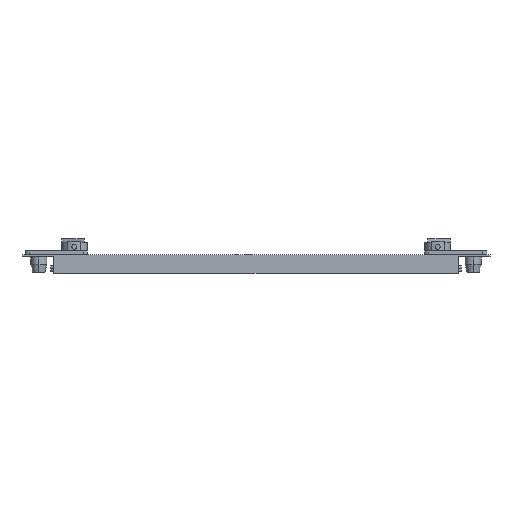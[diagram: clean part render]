
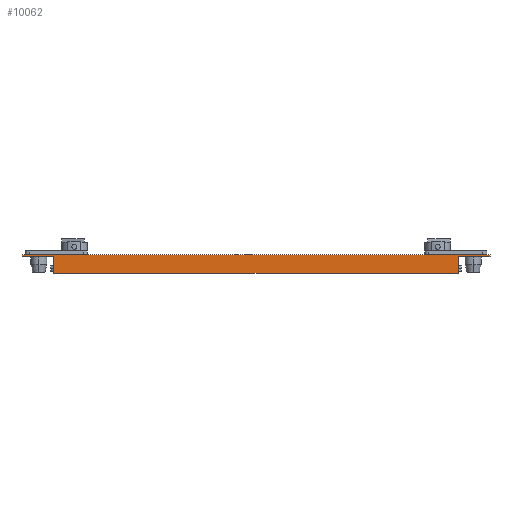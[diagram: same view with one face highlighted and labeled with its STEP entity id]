
A CAD part, front view. The second image highlights one B-rep face of the part: STEP entity #10062.
In plain terms, the highlighted face is planar.
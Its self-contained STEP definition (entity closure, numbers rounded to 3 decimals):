
#8847=DIRECTION('',(0.,0.,1.));
#8848=VECTOR('',#8847,1.);
#8849=CARTESIAN_POINT('',(-125.,25.,0.));
#8850=LINE('',#8849,#8848);
#9147=DIRECTION('',(1.,0.,0.));
#9148=VECTOR('',#9147,17.);
#9149=CARTESIAN_POINT('',(-125.,25.,0.));
#9150=LINE('',#9149,#9148);
#9154=DIRECTION('',(0.,0.,1.));
#9155=VECTOR('',#9154,9.);
#9156=CARTESIAN_POINT('',(108.,25.,-9.));
#9157=LINE('',#9156,#9155);
#9161=DIRECTION('',(1.,0.,0.));
#9162=VECTOR('',#9161,17.);
#9163=CARTESIAN_POINT('',(108.,25.,0.));
#9164=LINE('',#9163,#9162);
#9168=DIRECTION('',(0.,0.,1.));
#9169=VECTOR('',#9168,1.);
#9170=CARTESIAN_POINT('',(125.,25.,0.));
#9171=LINE('',#9170,#9169);
#9175=DIRECTION('',(-1.,0.,0.));
#9176=VECTOR('',#9175,250.);
#9177=CARTESIAN_POINT('',(125.,25.,1.));
#9178=LINE('',#9177,#9176);
#9182=DIRECTION('',(0.,0.,1.));
#9183=VECTOR('',#9182,9.);
#9184=CARTESIAN_POINT('',(-108.,25.,-9.));
#9185=LINE('',#9184,#9183);
#9224=DIRECTION('',(-1.,0.,0.));
#9225=VECTOR('',#9224,216.);
#9226=CARTESIAN_POINT('',(108.,25.,-9.));
#9227=LINE('',#9226,#9225);
#9497=CARTESIAN_POINT('',(-125.,25.,0.));
#9499=VERTEX_POINT('',#9497);
#9511=CARTESIAN_POINT('',(125.,25.,0.));
#9512=VERTEX_POINT('',#9511);
#9513=CARTESIAN_POINT('',(108.,25.,0.));
#9514=VERTEX_POINT('',#9513);
#9519=CARTESIAN_POINT('',(-108.,25.,0.));
#9520=VERTEX_POINT('',#9519);
#9597=CARTESIAN_POINT('',(125.,25.,1.));
#9599=VERTEX_POINT('',#9597);
#9603=CARTESIAN_POINT('',(-125.,25.,1.));
#9604=VERTEX_POINT('',#9603);
#9665=CARTESIAN_POINT('',(-108.,25.,-9.));
#9666=VERTEX_POINT('',#9665);
#9667=CARTESIAN_POINT('',(108.,25.,-9.));
#9668=VERTEX_POINT('',#9667);
#10044=CARTESIAN_POINT('',(125.,25.,0.));
#10045=DIRECTION('',(0.,1.,0.));
#10046=DIRECTION('',(-1.,0.,0.));
#10047=AXIS2_PLACEMENT_3D('',#10044,#10045,#10046);
#10048=PLANE('',#10047);
#10049=ORIENTED_EDGE('',*,*,#9700,.T.);
#10051=ORIENTED_EDGE('',*,*,#10050,.F.);
#10053=ORIENTED_EDGE('',*,*,#10052,.F.);
#10055=ORIENTED_EDGE('',*,*,#10054,.T.);
#10056=ORIENTED_EDGE('',*,*,#9692,.T.);
#10057=ORIENTED_EDGE('',*,*,#9925,.T.);
#10058=ORIENTED_EDGE('',*,*,#9824,.T.);
#10059=ORIENTED_EDGE('',*,*,#9802,.F.);
#10060=EDGE_LOOP('',(#10049,#10051,#10053,#10055,#10056,#10057,#10058,#10059));
#10061=FACE_OUTER_BOUND('',#10060,.F.);
#9692=EDGE_CURVE('',#9514,#9512,#9164,.T.);
#9700=EDGE_CURVE('',#9499,#9520,#9150,.T.);
#9802=EDGE_CURVE('',#9499,#9604,#8850,.T.);
#9824=EDGE_CURVE('',#9599,#9604,#9178,.T.);
#9925=EDGE_CURVE('',#9512,#9599,#9171,.T.);
#10050=EDGE_CURVE('',#9666,#9520,#9185,.T.);
#10052=EDGE_CURVE('',#9668,#9666,#9227,.T.);
#10054=EDGE_CURVE('',#9668,#9514,#9157,.T.);
#10062=ADVANCED_FACE('',(#10061),#10048,.T.);
